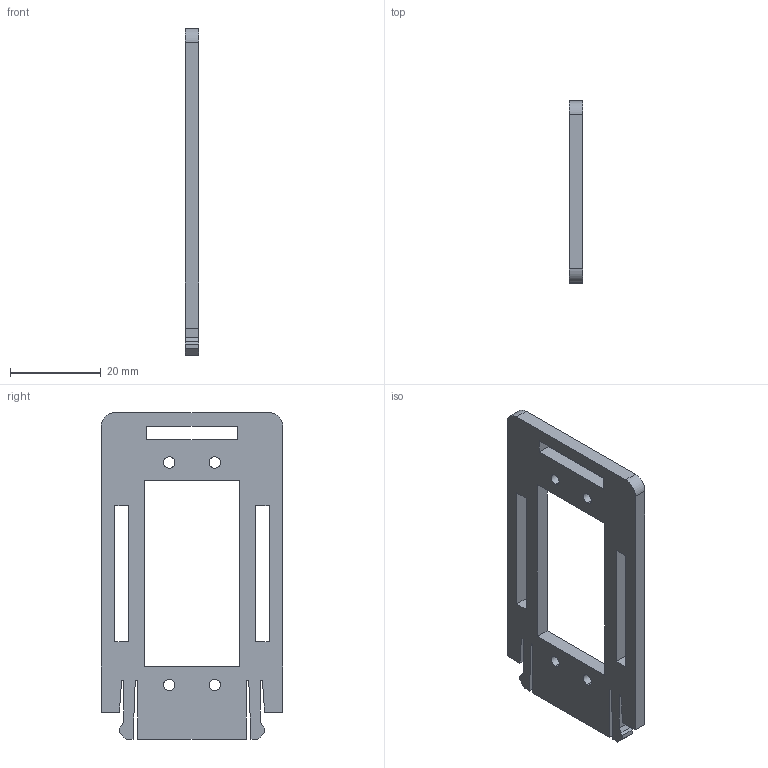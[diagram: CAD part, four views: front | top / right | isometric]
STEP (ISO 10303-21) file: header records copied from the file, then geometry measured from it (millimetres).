
FILE_DESCRIPTION (( 'STEP AP203' ), '1' );
FILE_NAME ('mouth-frame-6.step', '2015-02-17T13:10:58', ( 'Cesar' ), ( '' ), 'SwSTEP 2.0', 'SolidWorks 2013', '' );
FILE_SCHEMA (( 'CONFIG_CONTROL_DESIGN' ));
Length unit declared in the file: millimetre
Products named in the file (1): mouth-frame-6
Bounding box: 3 x 40 x 72 mm (x, y, z)
Volume: 5008.5 mm3; surface area: 5240.4 mm2
Topology: 1 solids, 1 shells, 56 faces, 162 edges, 108 vertices
Faces by surface type: plane 46, cylinder 10
Entity records: 1935 total; most frequent: CARTESIAN_POINT 327, ORIENTED_EDGE 324, DIRECTION 296, EDGE_CURVE 162, VECTOR 142, LINE 142, VERTEX_POINT 108, AXIS2_PLACEMENT_3D 77
